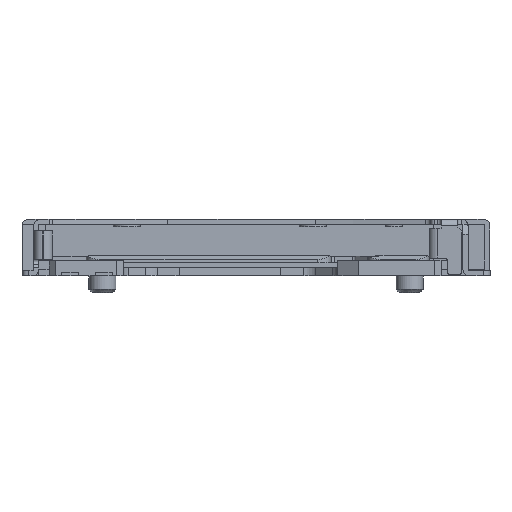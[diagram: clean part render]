
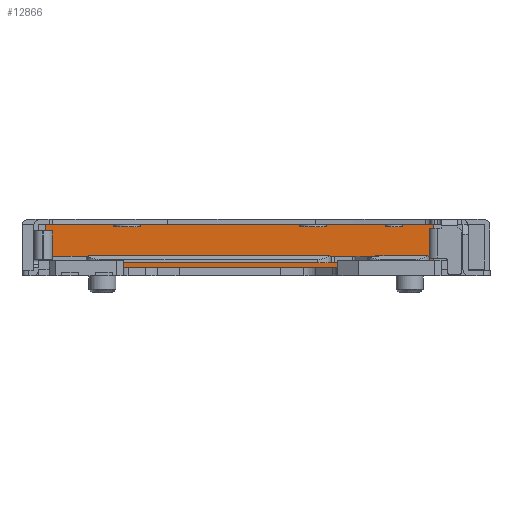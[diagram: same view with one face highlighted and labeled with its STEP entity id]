
A CAD part, front view. The second image highlights one B-rep face of the part: STEP entity #12866.
In plain terms, the highlighted planar face has unit normal (0, -1, 0).
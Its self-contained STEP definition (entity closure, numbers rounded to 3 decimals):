
#377=PLANE('',#13843);
#984=FACE_OUTER_BOUND('',#1662,.T.);
#1662=EDGE_LOOP('',(#10670,#10671,#10672,#10673,#10674,#10675,#10676,#10677,
#10678,#10679,#10680,#10681,#10682,#10683,#10684,#10685,#10686,#10687));
#3345=LINE('',#20529,#4841);
#3348=LINE('',#20537,#4844);
#3352=LINE('',#20547,#4848);
#3354=LINE('',#20552,#4850);
#3357=LINE('',#20560,#4853);
#3361=LINE('',#20570,#4857);
#3365=LINE('',#20584,#4861);
#3368=LINE('',#20589,#4864);
#3370=LINE('',#20593,#4866);
#3372=LINE('',#20596,#4868);
#3373=LINE('',#20598,#4869);
#3374=LINE('',#20600,#4870);
#3375=LINE('',#20602,#4871);
#3376=LINE('',#20604,#4872);
#3377=LINE('',#20606,#4873);
#3378=LINE('',#20608,#4874);
#3379=LINE('',#20609,#4875);
#3380=LINE('',#20610,#4876);
#4841=VECTOR('',#16649,1.);
#4844=VECTOR('',#16656,1.);
#4848=VECTOR('',#16666,1.);
#4850=VECTOR('',#16670,1.);
#4853=VECTOR('',#16677,1.);
#4857=VECTOR('',#16687,1.);
#4861=VECTOR('',#16699,1.);
#4864=VECTOR('',#16704,1.);
#4866=VECTOR('',#16708,1.);
#4868=VECTOR('',#16712,1.);
#4869=VECTOR('',#16713,1.);
#4870=VECTOR('',#16714,1.);
#4871=VECTOR('',#16715,1.);
#4872=VECTOR('',#16716,1.);
#4873=VECTOR('',#16717,1.);
#4874=VECTOR('',#16718,1.);
#4875=VECTOR('',#16719,1.);
#4876=VECTOR('',#16720,1.);
#6238=VERTEX_POINT('',#20527);
#6239=VERTEX_POINT('',#20528);
#6242=VERTEX_POINT('',#20536);
#6245=VERTEX_POINT('',#20546);
#6246=VERTEX_POINT('',#20550);
#6247=VERTEX_POINT('',#20551);
#6250=VERTEX_POINT('',#20559);
#6253=VERTEX_POINT('',#20569);
#6258=VERTEX_POINT('',#20582);
#6259=VERTEX_POINT('',#20583);
#6260=VERTEX_POINT('',#20588);
#6261=VERTEX_POINT('',#20592);
#6262=VERTEX_POINT('',#20597);
#6263=VERTEX_POINT('',#20599);
#6264=VERTEX_POINT('',#20601);
#6265=VERTEX_POINT('',#20603);
#6266=VERTEX_POINT('',#20605);
#6267=VERTEX_POINT('',#20607);
#7875=EDGE_CURVE('',#6238,#6239,#3345,.T.);
#7879=EDGE_CURVE('',#6242,#6238,#3348,.T.);
#7884=EDGE_CURVE('',#6239,#6245,#3352,.T.);
#7886=EDGE_CURVE('',#6246,#6247,#3354,.T.);
#7890=EDGE_CURVE('',#6250,#6246,#3357,.T.);
#7895=EDGE_CURVE('',#6247,#6253,#3361,.T.);
#7901=EDGE_CURVE('',#6258,#6259,#3365,.T.);
#7904=EDGE_CURVE('',#6260,#6258,#3368,.T.);
#7906=EDGE_CURVE('',#6261,#6260,#3370,.T.);
#7908=EDGE_CURVE('',#6253,#6261,#3372,.T.);
#7909=EDGE_CURVE('',#6262,#6250,#3373,.T.);
#7910=EDGE_CURVE('',#6263,#6262,#3374,.T.);
#7911=EDGE_CURVE('',#6263,#6264,#3375,.T.);
#7912=EDGE_CURVE('',#6264,#6265,#3376,.T.);
#7913=EDGE_CURVE('',#6266,#6265,#3377,.T.);
#7914=EDGE_CURVE('',#6267,#6266,#3378,.T.);
#7915=EDGE_CURVE('',#6245,#6267,#3379,.T.);
#7916=EDGE_CURVE('',#6259,#6242,#3380,.T.);
#10670=ORIENTED_EDGE('',*,*,#7908,.F.);
#10671=ORIENTED_EDGE('',*,*,#7895,.F.);
#10672=ORIENTED_EDGE('',*,*,#7886,.F.);
#10673=ORIENTED_EDGE('',*,*,#7890,.F.);
#10674=ORIENTED_EDGE('',*,*,#7909,.F.);
#10675=ORIENTED_EDGE('',*,*,#7910,.F.);
#10676=ORIENTED_EDGE('',*,*,#7911,.T.);
#10677=ORIENTED_EDGE('',*,*,#7912,.T.);
#10678=ORIENTED_EDGE('',*,*,#7913,.F.);
#10679=ORIENTED_EDGE('',*,*,#7914,.F.);
#10680=ORIENTED_EDGE('',*,*,#7915,.F.);
#10681=ORIENTED_EDGE('',*,*,#7884,.F.);
#10682=ORIENTED_EDGE('',*,*,#7875,.F.);
#10683=ORIENTED_EDGE('',*,*,#7879,.F.);
#10684=ORIENTED_EDGE('',*,*,#7916,.F.);
#10685=ORIENTED_EDGE('',*,*,#7901,.F.);
#10686=ORIENTED_EDGE('',*,*,#7904,.F.);
#10687=ORIENTED_EDGE('',*,*,#7906,.F.);
#12866=ADVANCED_FACE('',(#984),#377,.F.);
#13843=AXIS2_PLACEMENT_3D('',#20595,#16710,#16711);
#16649=DIRECTION('',(1.,0.,0.));
#16656=DIRECTION('',(0.,0.,-1.));
#16666=DIRECTION('',(0.,0.,1.));
#16670=DIRECTION('',(1.,0.,0.));
#16677=DIRECTION('',(0.,0.,-1.));
#16687=DIRECTION('',(0.,0.,1.));
#16699=DIRECTION('',(0.,0.,1.));
#16704=DIRECTION('',(1.,0.,0.));
#16708=DIRECTION('',(0.,0.,-1.));
#16710=DIRECTION('center_axis',(0.,1.,0.));
#16711=DIRECTION('ref_axis',(1.,0.,0.));
#16712=DIRECTION('',(1.,0.,0.));
#16713=DIRECTION('',(1.,0.,0.));
#16714=DIRECTION('',(0.,0.,1.));
#16715=DIRECTION('',(1.,0.,0.));
#16716=DIRECTION('',(0.,0.,1.));
#16717=DIRECTION('',(1.,0.,0.));
#16718=DIRECTION('',(1.,0.,0.));
#16719=DIRECTION('',(1.,0.,0.));
#16720=DIRECTION('',(1.,0.,0.));
#20527=CARTESIAN_POINT('',(10.75,7.949,2.128));
#20528=CARTESIAN_POINT('',(11.25,7.949,2.128));
#20529=CARTESIAN_POINT('',(10.75,7.949,2.128));
#20536=CARTESIAN_POINT('',(10.75,7.949,2.208));
#20537=CARTESIAN_POINT('',(10.75,7.949,2.208));
#20546=CARTESIAN_POINT('',(11.25,7.949,2.208));
#20547=CARTESIAN_POINT('',(11.25,7.949,2.128));
#20550=CARTESIAN_POINT('',(2.7,7.949,2.128));
#20551=CARTESIAN_POINT('',(3.5,7.949,2.128));
#20552=CARTESIAN_POINT('',(2.7,7.949,2.128));
#20559=CARTESIAN_POINT('',(2.7,7.949,2.208));
#20560=CARTESIAN_POINT('',(2.7,7.949,2.208));
#20569=CARTESIAN_POINT('',(3.5,7.949,2.208));
#20570=CARTESIAN_POINT('',(3.5,7.949,2.128));
#20582=CARTESIAN_POINT('',(9.,7.949,2.128));
#20583=CARTESIAN_POINT('',(9.,7.949,2.208));
#20584=CARTESIAN_POINT('',(9.,7.949,2.128));
#20588=CARTESIAN_POINT('',(8.2,7.949,2.128));
#20589=CARTESIAN_POINT('',(8.2,7.949,2.128));
#20592=CARTESIAN_POINT('',(8.2,7.949,2.208));
#20593=CARTESIAN_POINT('',(8.2,7.949,2.208));
#20595=CARTESIAN_POINT('Origin',(6.45,7.949,1.563));
#20596=CARTESIAN_POINT('',(3.5,7.949,2.208));
#20597=CARTESIAN_POINT('',(0.7,7.949,2.208));
#20598=CARTESIAN_POINT('',(0.7,7.949,2.208));
#20599=CARTESIAN_POINT('',(0.7,7.949,0.918));
#20600=CARTESIAN_POINT('',(0.7,7.949,0.918));
#20601=CARTESIAN_POINT('',(12.19,7.949,0.918));
#20602=CARTESIAN_POINT('',(0.7,7.949,0.918));
#20603=CARTESIAN_POINT('',(12.19,7.949,2.208));
#20604=CARTESIAN_POINT('',(12.19,7.949,0.678));
#20605=CARTESIAN_POINT('',(11.6,7.949,2.208));
#20606=CARTESIAN_POINT('',(11.6,7.949,2.208));
#20607=CARTESIAN_POINT('',(11.4,7.949,2.208));
#20608=CARTESIAN_POINT('',(11.4,7.949,2.208));
#20609=CARTESIAN_POINT('',(11.25,7.949,2.208));
#20610=CARTESIAN_POINT('',(9.,7.949,2.208));
